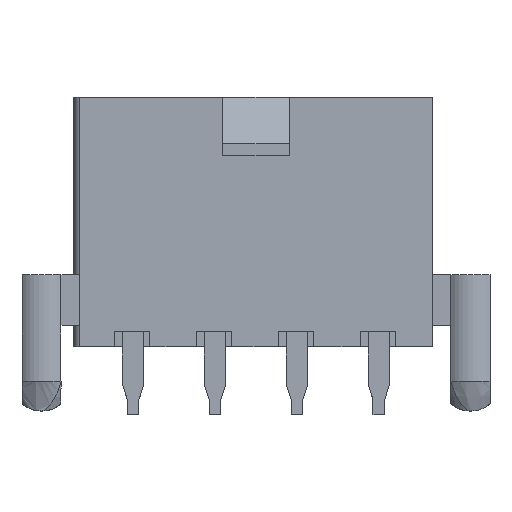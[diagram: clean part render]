
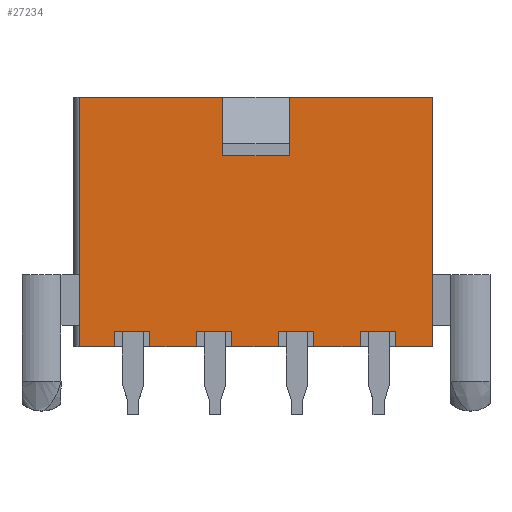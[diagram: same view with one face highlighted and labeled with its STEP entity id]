
A CAD part, front view. The second image highlights one B-rep face of the part: STEP entity #27234.
In plain terms, the highlighted planar face has unit normal (0, -1, 0).
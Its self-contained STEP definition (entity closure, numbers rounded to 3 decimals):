
#2450=ORIENTED_EDGE('',*,*,#7960,.F.);
#2451=ORIENTED_EDGE('',*,*,#7589,.T.);
#2452=ORIENTED_EDGE('',*,*,#7961,.T.);
#2453=ORIENTED_EDGE('',*,*,#7585,.T.);
#2454=ORIENTED_EDGE('',*,*,#7962,.F.);
#2455=ORIENTED_EDGE('',*,*,#7963,.T.);
#2456=ORIENTED_EDGE('',*,*,#7964,.T.);
#2457=ORIENTED_EDGE('',*,*,#7750,.F.);
#2458=ORIENTED_EDGE('',*,*,#7759,.F.);
#2459=ORIENTED_EDGE('',*,*,#7754,.T.);
#2460=ORIENTED_EDGE('',*,*,#7965,.T.);
#2461=ORIENTED_EDGE('',*,*,#7966,.F.);
#2462=ORIENTED_EDGE('',*,*,#7967,.F.);
#2463=ORIENTED_EDGE('',*,*,#7896,.T.);
#2464=ORIENTED_EDGE('',*,*,#7919,.T.);
#2465=ORIENTED_EDGE('',*,*,#7892,.T.);
#2466=ORIENTED_EDGE('',*,*,#7968,.F.);
#2467=ORIENTED_EDGE('',*,*,#7733,.T.);
#2468=ORIENTED_EDGE('',*,*,#7945,.T.);
#2469=ORIENTED_EDGE('',*,*,#7729,.T.);
#2470=ORIENTED_EDGE('',*,*,#7969,.F.);
#2471=ORIENTED_EDGE('',*,*,#7660,.T.);
#2472=ORIENTED_EDGE('',*,*,#7955,.T.);
#2473=ORIENTED_EDGE('',*,*,#7656,.T.);
#7585=EDGE_CURVE('',#10427,#10430,#12477,.T.);
#7589=EDGE_CURVE('',#10431,#10434,#12481,.T.);
#7656=EDGE_CURVE('',#10474,#10477,#12546,.T.);
#7660=EDGE_CURVE('',#10478,#10481,#12550,.T.);
#7729=EDGE_CURVE('',#10521,#10524,#12617,.T.);
#7733=EDGE_CURVE('',#10525,#10528,#12621,.T.);
#7750=EDGE_CURVE('',#10537,#10538,#12638,.T.);
#7754=EDGE_CURVE('',#10541,#10542,#12642,.T.);
#7759=EDGE_CURVE('',#10541,#10537,#12647,.T.);
#7892=EDGE_CURVE('',#10627,#10630,#12776,.T.);
#7896=EDGE_CURVE('',#10631,#10634,#12780,.T.);
#7919=EDGE_CURVE('',#10634,#10627,#12803,.T.);
#7945=EDGE_CURVE('',#10528,#10521,#12829,.T.);
#7955=EDGE_CURVE('',#10481,#10474,#12839,.T.);
#7960=EDGE_CURVE('',#10431,#10477,#12844,.T.);
#7961=EDGE_CURVE('',#10434,#10427,#12845,.T.);
#7962=EDGE_CURVE('',#10659,#10430,#12846,.T.);
#7963=EDGE_CURVE('',#10659,#10660,#12847,.T.);
#7964=EDGE_CURVE('',#10660,#10538,#12848,.T.);
#7965=EDGE_CURVE('',#10542,#10661,#12849,.T.);
#7966=EDGE_CURVE('',#10662,#10661,#12850,.T.);
#7967=EDGE_CURVE('',#10631,#10662,#12851,.T.);
#7968=EDGE_CURVE('',#10525,#10630,#12852,.T.);
#7969=EDGE_CURVE('',#10478,#10524,#12853,.T.);
#10427=VERTEX_POINT('',#36771);
#10430=VERTEX_POINT('',#36776);
#10431=VERTEX_POINT('',#36780);
#10434=VERTEX_POINT('',#36785);
#10474=VERTEX_POINT('',#36909);
#10477=VERTEX_POINT('',#36914);
#10478=VERTEX_POINT('',#36918);
#10481=VERTEX_POINT('',#36923);
#10521=VERTEX_POINT('',#37050);
#10524=VERTEX_POINT('',#37055);
#10525=VERTEX_POINT('',#37059);
#10528=VERTEX_POINT('',#37064);
#10537=VERTEX_POINT('',#37098);
#10538=VERTEX_POINT('',#37099);
#10541=VERTEX_POINT('',#37107);
#10542=VERTEX_POINT('',#37108);
#10627=VERTEX_POINT('',#37366);
#10630=VERTEX_POINT('',#37371);
#10631=VERTEX_POINT('',#37375);
#10634=VERTEX_POINT('',#37380);
#10659=VERTEX_POINT('',#37490);
#10660=VERTEX_POINT('',#37492);
#10661=VERTEX_POINT('',#37495);
#10662=VERTEX_POINT('',#37497);
#12477=LINE('',#36777,#15088);
#12481=LINE('',#36786,#15092);
#12546=LINE('',#36915,#15157);
#12550=LINE('',#36924,#15161);
#12617=LINE('',#37056,#15228);
#12621=LINE('',#37065,#15232);
#12638=LINE('',#37097,#15249);
#12642=LINE('',#37106,#15253);
#12647=LINE('',#37116,#15258);
#12776=LINE('',#37372,#15387);
#12780=LINE('',#37381,#15391);
#12803=LINE('',#37422,#15414);
#12829=LINE('',#37464,#15440);
#12839=LINE('',#37480,#15450);
#12844=LINE('',#37487,#15455);
#12845=LINE('',#37488,#15456);
#12846=LINE('',#37489,#15457);
#12847=LINE('',#37491,#15458);
#12848=LINE('',#37493,#15459);
#12849=LINE('',#37494,#15460);
#12850=LINE('',#37496,#15461);
#12851=LINE('',#37498,#15462);
#12852=LINE('',#37499,#15463);
#12853=LINE('',#37500,#15464);
#15088=VECTOR('',#30646,1000.);
#15092=VECTOR('',#30652,1000.);
#15157=VECTOR('',#30759,1000.);
#15161=VECTOR('',#30765,1000.);
#15228=VECTOR('',#30876,1000.);
#15232=VECTOR('',#30882,1000.);
#15249=VECTOR('',#30913,1000.);
#15253=VECTOR('',#30919,1000.);
#15258=VECTOR('',#30926,1000.);
#15387=VECTOR('',#31137,1000.);
#15391=VECTOR('',#31143,1000.);
#15414=VECTOR('',#31180,1000.);
#15440=VECTOR('',#31218,1000.);
#15450=VECTOR('',#31234,1000.);
#15455=VECTOR('',#31243,1000.);
#15456=VECTOR('',#31244,1000.);
#15457=VECTOR('',#31245,1000.);
#15458=VECTOR('',#31246,1000.);
#15459=VECTOR('',#31247,1000.);
#15460=VECTOR('',#31248,1000.);
#15461=VECTOR('',#31249,1000.);
#15462=VECTOR('',#31250,1000.);
#15463=VECTOR('',#31251,1000.);
#15464=VECTOR('',#31252,1000.);
#17268=EDGE_LOOP('',(#2450,#2451,#2452,#2453,#2454,#2455,#2456,#2457,#2458,
#2459,#2460,#2461,#2462,#2463,#2464,#2465,#2466,#2467,#2468,#2469,#2470,
#2471,#2472,#2473));
#18308=FACE_BOUND('',#17268,.T.);
#19304=PLANE('',#28330);
#27234=ADVANCED_FACE('',(#18308),#19304,.T.);
#28330=AXIS2_PLACEMENT_3D('',#37486,#31241,#31242);
#30646=DIRECTION('',(0.,0.,-1.));
#30652=DIRECTION('',(0.,0.,1.));
#30759=DIRECTION('',(0.,0.,-1.));
#30765=DIRECTION('',(0.,0.,1.));
#30876=DIRECTION('',(0.,0.,-1.));
#30882=DIRECTION('',(0.,0.,1.));
#30913=DIRECTION('',(0.,0.,1.));
#30919=DIRECTION('',(0.,0.,1.));
#30926=DIRECTION('',(1.,0.,0.));
#31137=DIRECTION('',(0.,0.,-1.));
#31143=DIRECTION('',(0.,0.,1.));
#31180=DIRECTION('',(1.,0.,0.));
#31218=DIRECTION('',(1.,0.,0.));
#31234=DIRECTION('',(1.,0.,0.));
#31241=DIRECTION('',(0.,-1.,0.));
#31242=DIRECTION('',(0.,0.,-1.));
#31243=DIRECTION('',(-1.,0.,0.));
#31244=DIRECTION('',(1.,0.,0.));
#31245=DIRECTION('',(-1.,0.,0.));
#31246=DIRECTION('',(0.,0.,1.));
#31247=DIRECTION('',(-1.,0.,0.));
#31248=DIRECTION('',(-1.,0.,0.));
#31249=DIRECTION('',(0.,0.,1.));
#31250=DIRECTION('',(-1.,0.,0.));
#31251=DIRECTION('',(-1.,0.,0.));
#31252=DIRECTION('',(-1.,0.,0.));
#36771=CARTESIAN_POINT('',(7.15,-4.8,-5.6));
#36776=CARTESIAN_POINT('',(7.15,-4.8,-6.4));
#36777=CARTESIAN_POINT('',(7.15,-4.8,-6.4));
#36780=CARTESIAN_POINT('',(5.35,-4.8,-6.4));
#36785=CARTESIAN_POINT('',(5.35,-4.8,-5.6));
#36786=CARTESIAN_POINT('',(5.35,-4.8,-6.4));
#36909=CARTESIAN_POINT('',(2.95,-4.8,-5.6));
#36914=CARTESIAN_POINT('',(2.95,-4.8,-6.4));
#36915=CARTESIAN_POINT('',(2.95,-4.8,-6.4));
#36918=CARTESIAN_POINT('',(1.15,-4.8,-6.4));
#36923=CARTESIAN_POINT('',(1.15,-4.8,-5.6));
#36924=CARTESIAN_POINT('',(1.15,-4.8,-6.4));
#37050=CARTESIAN_POINT('',(-1.25,-4.8,-5.6));
#37055=CARTESIAN_POINT('',(-1.25,-4.8,-6.4));
#37056=CARTESIAN_POINT('',(-1.25,-4.8,-6.4));
#37059=CARTESIAN_POINT('',(-3.05,-4.8,-6.4));
#37064=CARTESIAN_POINT('',(-3.05,-4.8,-5.6));
#37065=CARTESIAN_POINT('',(-3.05,-4.8,-6.4));
#37097=CARTESIAN_POINT('',(1.7,-4.8,3.4));
#37098=CARTESIAN_POINT('',(1.7,-4.8,3.4));
#37099=CARTESIAN_POINT('',(1.7,-4.8,6.4));
#37106=CARTESIAN_POINT('',(-1.7,-4.8,3.4));
#37107=CARTESIAN_POINT('',(-1.7,-4.8,3.4));
#37108=CARTESIAN_POINT('',(-1.7,-4.8,6.4));
#37116=CARTESIAN_POINT('',(-1.7,-4.8,3.4));
#37366=CARTESIAN_POINT('',(-5.45,-4.8,-5.6));
#37371=CARTESIAN_POINT('',(-5.45,-4.8,-6.4));
#37372=CARTESIAN_POINT('',(-5.45,-4.8,-6.4));
#37375=CARTESIAN_POINT('',(-7.25,-4.8,-6.4));
#37380=CARTESIAN_POINT('',(-7.25,-4.8,-5.6));
#37381=CARTESIAN_POINT('',(-7.25,-4.8,-6.4));
#37422=CARTESIAN_POINT('',(9.05,-4.8,-5.6));
#37464=CARTESIAN_POINT('',(9.05,-4.8,-5.6));
#37480=CARTESIAN_POINT('',(9.05,-4.8,-5.6));
#37486=CARTESIAN_POINT('',(9.05,-4.8,-6.4));
#37487=CARTESIAN_POINT('',(9.05,-4.8,-6.4));
#37488=CARTESIAN_POINT('',(9.05,-4.8,-5.6));
#37489=CARTESIAN_POINT('',(9.05,-4.8,-6.4));
#37490=CARTESIAN_POINT('',(9.05,-4.8,-6.4));
#37491=CARTESIAN_POINT('',(9.05,-4.8,-6.4));
#37492=CARTESIAN_POINT('',(9.05,-4.8,6.4));
#37493=CARTESIAN_POINT('',(9.05,-4.8,6.4));
#37494=CARTESIAN_POINT('',(9.05,-4.8,6.4));
#37495=CARTESIAN_POINT('',(-9.05,-4.8,6.4));
#37496=CARTESIAN_POINT('',(-9.05,-4.8,-6.4));
#37497=CARTESIAN_POINT('',(-9.05,-4.8,-6.4));
#37498=CARTESIAN_POINT('',(9.05,-4.8,-6.4));
#37499=CARTESIAN_POINT('',(9.05,-4.8,-6.4));
#37500=CARTESIAN_POINT('',(9.05,-4.8,-6.4));
